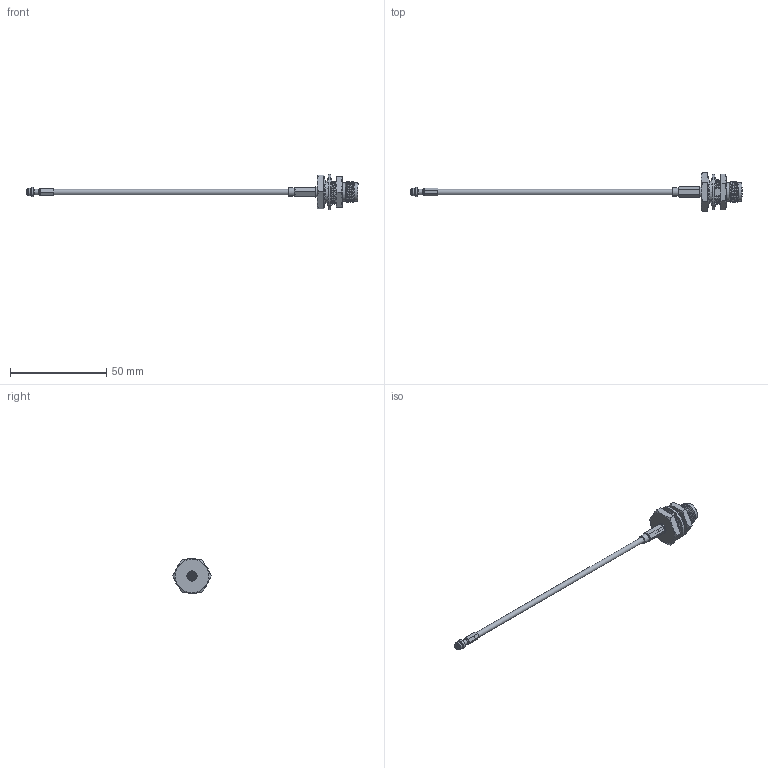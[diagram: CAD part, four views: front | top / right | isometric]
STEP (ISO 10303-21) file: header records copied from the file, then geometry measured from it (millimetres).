
FILE_DESCRIPTION (( 'STEP AP203' ), '1' );
FILE_NAME ('PE3C4042_3D.step', '2021-07-23T15:28:18', ( '' ), ( '' ), 'SwSTEP 2.0', 'SolidWorks 2021', '' );
FILE_SCHEMA (( 'CONFIG_CONTROL_DESIGN' ));
Length unit declared in the file: inch
Products named in the file (7): Copy of .500 Nut^PE4466_PE3C4042; RG174A-U^PE3C4042; Copy of PE4466^PE4466_PE3C4042; Copy of .500 Washer^PE4466_PE3C4042; PE45251^PE3C4042_After Crimped; PE4466^PE3C4042; PE3C4042_3D
Assembly tree (6 placements, depth 3):
  PE3C4042_3D
    RG174A-U^PE3C4042
    PE45251^PE3C4042_After Crimped
    PE4466^PE3C4042
      Copy of PE4466^PE4466_PE3C4042
      Copy of .500 Nut^PE4466_PE3C4042
      Copy of .500 Washer^PE4466_PE3C4042
Bounding box: 172.6 x 20.16 x 18.29 mm (x, y, z)
Volume: 3602.9 mm3; surface area: 4844.3 mm2
Topology: 8 solids, 8 shells, 5739 faces, 12253 edges, 6551 vertices
Faces by surface type: bspline 4384, cylinder 1177, plane 121, cone 56, torus 1
Full cylindrical faces by diameter (mm): 1.524 x2, 1.952 x1, 2.134 x1, 2.159 x2, 2.781 x1, 2.794 x1, 2.896 x1, 3.117 x1, 3.239 x1, 3.349 x1, 3.4 x1, 3.562 x1, 3.708 x1, 3.786 x1, 4.255 x1, 4.318 x1, 4.699 x1, 5.334 x1, 7.939 x1, 9.463 x2, 10.969 x1, 12.299 x1, 15.989 x1, 18.331 x1
Entity records: 224735 total; most frequent: CARTESIAN_POINT 150190, ORIENTED_EDGE 24386, EDGE_CURVE 12193, VERTEX_POINT 6534, EDGE_LOOP 5809, FACE_OUTER_BOUND 5766, ADVANCED_FACE 5738, B_SPLINE_CURVE_WITH_KNOTS 5129
